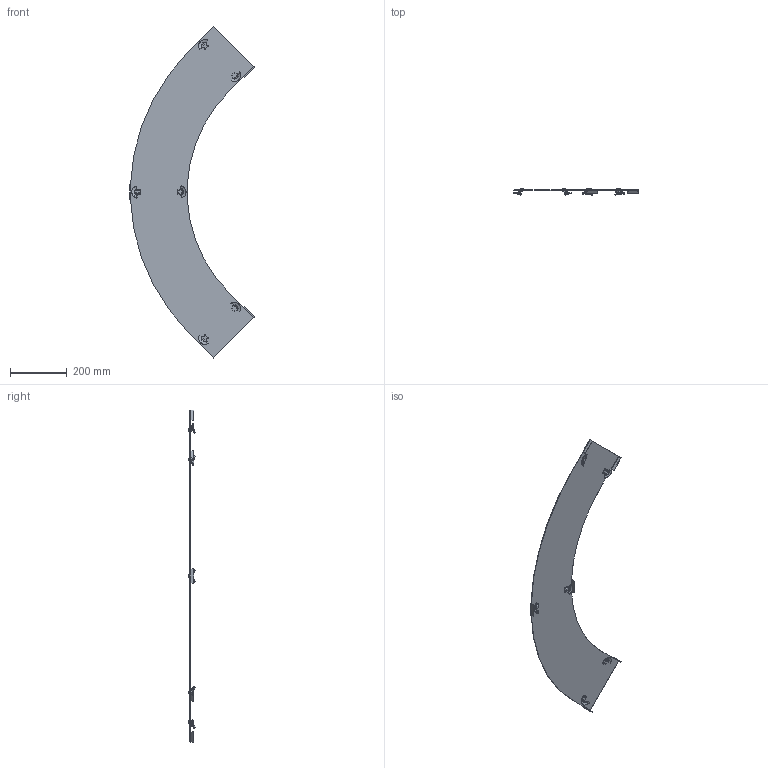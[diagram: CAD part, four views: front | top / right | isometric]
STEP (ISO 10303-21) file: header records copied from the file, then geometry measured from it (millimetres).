
FILE_DESCRIPTION (( 'STEP AP214' ), '1' );
FILE_NAME ('6239261.stp', '2021-01-04T08:25:30', ( '' ), ( '' ), 'SwSTEP 2.0', 'SolidWorks 2020', '' );
FILE_SCHEMA (( 'AUTOMOTIVE_DESIGN' ));
Length unit declared in the file: millimetre
Products named in the file (10): 109905_quadratisch; 120072_Standard; 164240_200; 099600_Standard; 6239261
Assembly tree (19 placements, depth 3):
  6239261
    164240_200
    120072_Standard
      099600_Standard
      109905_quadratisch
    120072_Standard
      099600_Standard
      109905_quadratisch
    120072_Standard
      099600_Standard
      109905_quadratisch
    120072_Standard
      099600_Standard
      109905_quadratisch
    120072_Standard
      099600_Standard
      109905_quadratisch
    120072_Standard
      099600_Standard
      109905_quadratisch
Bounding box: 438.66 x 21.36 x 1170.26 mm (x, y, z)
Volume: 379682.7 mm3; surface area: 505503 mm2
Topology: 13 solids, 13 shells, 660 faces, 1668 edges, 1046 vertices
Faces by surface type: plane 254, bspline 204, cylinder 100, cone 78, torus 24
Entity records: 7329 total; most frequent: CARTESIAN_POINT 3107, ORIENTED_EDGE 852, DIRECTION 761, EDGE_CURVE 426, AXIS2_PLACEMENT_3D 280, VERTEX_POINT 261, VECTOR 201, LINE 201
